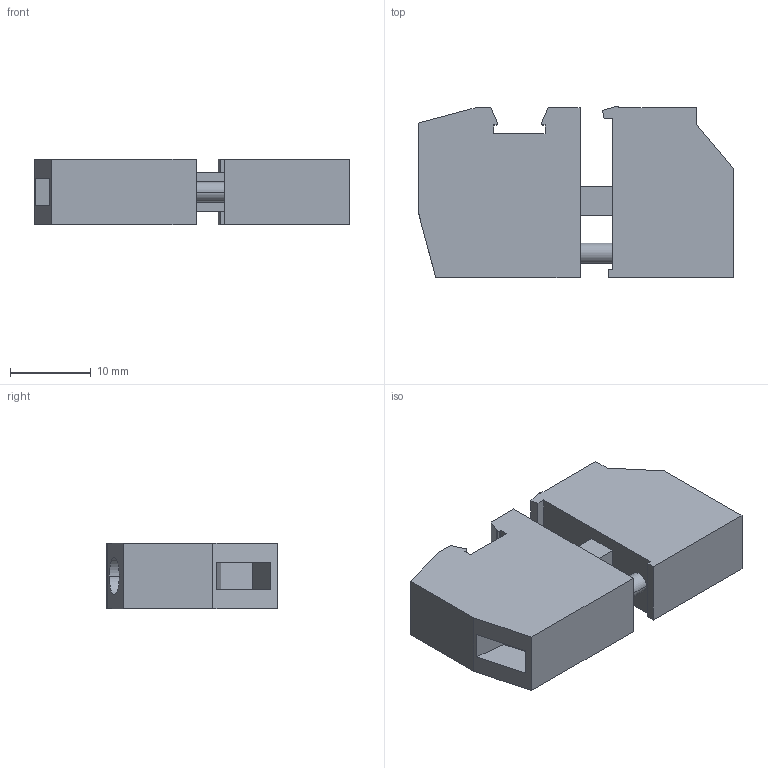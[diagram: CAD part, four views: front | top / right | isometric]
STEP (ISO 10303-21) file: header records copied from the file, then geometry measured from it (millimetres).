
FILE_DESCRIPTION(('SolidDesigner STEP Export'),'2;1');
FILE_NAME('0707086_hdfk_4_select.stp','2008-10-21T10:06:06',(''),(''),'OneSpace Designer STEP processor for AP214 (Solid Model)','OneSpace Designer 14.50 18-Oct-2006 (C) CoCreate Software GmbH','');
FILE_SCHEMA(('AUTOMOTIVE_DESIGN { 1 0 10303 214 1 1 1 1 }'));
Length unit declared in the file: millimetre
Products named in the file (2): 0707086_hdfk_4_select
Assembly tree (1 placements, depth 2):
  0707086_hdfk_4_select
    0707086_hdfk_4_select
Bounding box: 39 x 21.19 x 8.1 mm (x, y, z)
Volume: 5330 mm3; surface area: 2917.4 mm2
Topology: 1 solids, 1 shells, 58 faces, 150 edges, 100 vertices
Faces by surface type: plane 47, cylinder 11
Entity records: 2194 total; most frequent: ORIENTED_EDGE 300, CARTESIAN_POINT 295, DIRECTION 262, EDGE_CURVE 150, VECTOR 128, LINE 128, VERTEX_POINT 100, AXIS2_PLACEMENT_3D 67
